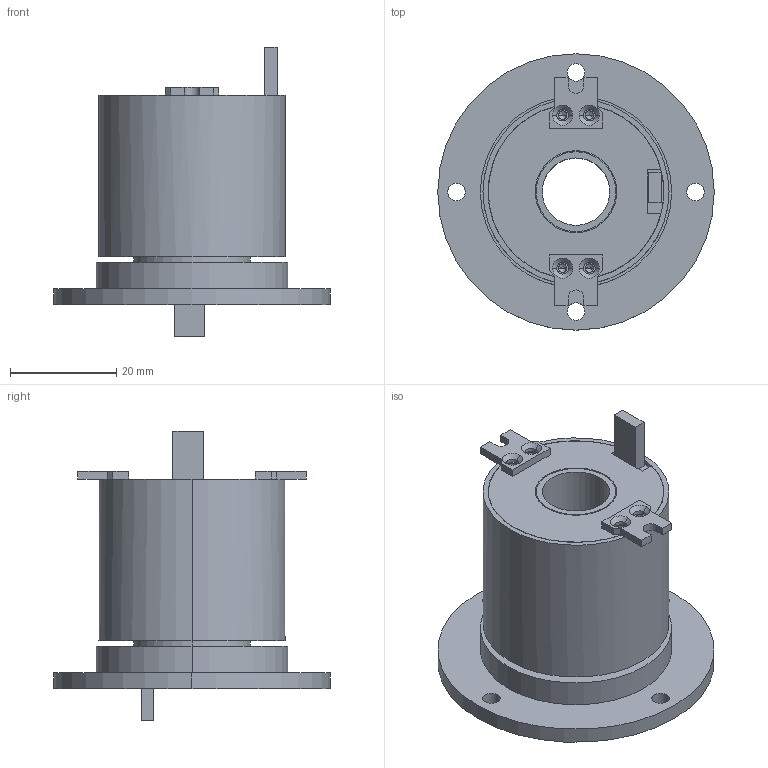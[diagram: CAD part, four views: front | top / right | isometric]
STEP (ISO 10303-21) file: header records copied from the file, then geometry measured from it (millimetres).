
FILE_DESCRIPTION (( 'STEP AP203' ), '1' );
FILE_NAME ('RT1235-1U.STEP', '2020-07-28T02:49:01', ( 'gongcheng1' ), ( '' ), 'SwSTEP 2.0', 'SolidWorks 2014', '' );
FILE_SCHEMA (( 'CONFIG_CONTROL_DESIGN' ));
Length unit declared in the file: millimetre
Products named in the file (1): RT1235-1U
Bounding box: 52 x 52 x 54.4 mm (x, y, z)
Volume: 35217.9 mm3; surface area: 13516.2 mm2
Topology: 1 solids, 1 shells, 131 faces, 326 edges, 204 vertices
Faces by surface type: plane 60, cylinder 55, cone 16
Entity records: 3957 total; most frequent: DIRECTION 714, CARTESIAN_POINT 654, ORIENTED_EDGE 636, EDGE_CURVE 318, AXIS2_PLACEMENT_3D 264, VERTEX_POINT 204, VECTOR 186, LINE 186
